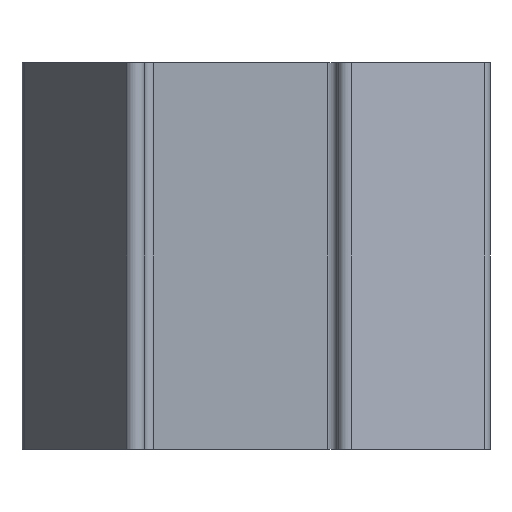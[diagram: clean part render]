
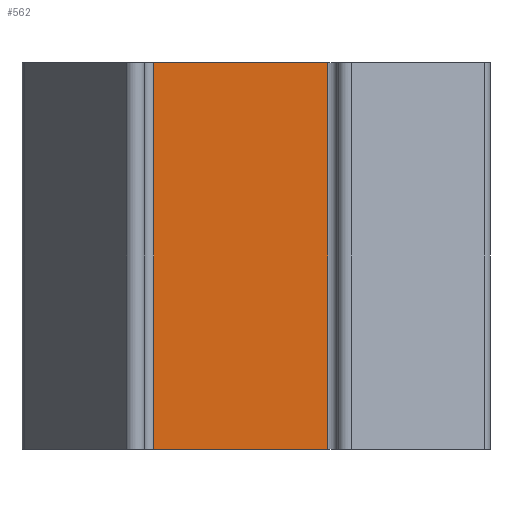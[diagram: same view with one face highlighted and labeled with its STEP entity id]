
A CAD part, left-side view. The second image highlights one B-rep face of the part: STEP entity #562.
In plain terms, the highlighted planar face has unit normal (-1, 0, 0).
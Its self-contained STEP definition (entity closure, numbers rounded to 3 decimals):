
#38=FACE_OUTER_BOUND('',#68,.T.);
#68=EDGE_LOOP('',(#429,#430,#431,#432));
#122=LINE('',#859,#178);
#143=LINE('',#926,#199);
#144=LINE('',#929,#200);
#145=LINE('',#930,#201);
#178=VECTOR('',#680,10.);
#199=VECTOR('',#743,10.);
#200=VECTOR('',#746,10.);
#201=VECTOR('',#747,10.);
#239=VERTEX_POINT('',#856);
#240=VERTEX_POINT('',#858);
#265=VERTEX_POINT('',#924);
#266=VERTEX_POINT('',#928);
#295=EDGE_CURVE('',#240,#239,#122,.T.);
#329=EDGE_CURVE('',#265,#239,#143,.T.);
#330=EDGE_CURVE('',#265,#266,#144,.T.);
#331=EDGE_CURVE('',#266,#240,#145,.T.);
#429=ORIENTED_EDGE('',*,*,#330,.T.);
#430=ORIENTED_EDGE('',*,*,#331,.T.);
#431=ORIENTED_EDGE('',*,*,#295,.T.);
#432=ORIENTED_EDGE('',*,*,#329,.F.);
#542=PLANE('',#630);
#562=ADVANCED_FACE('',(#38),#542,.T.);
#630=AXIS2_PLACEMENT_3D('',#927,#744,#745);
#680=DIRECTION('',(0.,-1.,0.));
#743=DIRECTION('',(0.,0.,-1.));
#744=DIRECTION('center_axis',(-1.,0.,0.));
#745=DIRECTION('ref_axis',(0.,0.,1.));
#746=DIRECTION('',(0.,1.,0.));
#747=DIRECTION('',(0.,0.,-1.));
#856=CARTESIAN_POINT('',(-0.5,-2.25,-5.));
#858=CARTESIAN_POINT('',(-0.5,2.25,-5.));
#859=CARTESIAN_POINT('',(-0.5,-2.25,-5.));
#924=CARTESIAN_POINT('',(-0.5,-2.25,5.));
#926=CARTESIAN_POINT('',(-0.5,-2.25,0.));
#927=CARTESIAN_POINT('Origin',(-0.5,-2.25,0.));
#928=CARTESIAN_POINT('',(-0.5,2.25,5.));
#929=CARTESIAN_POINT('',(-0.5,-2.25,5.));
#930=CARTESIAN_POINT('',(-0.5,2.25,0.));
